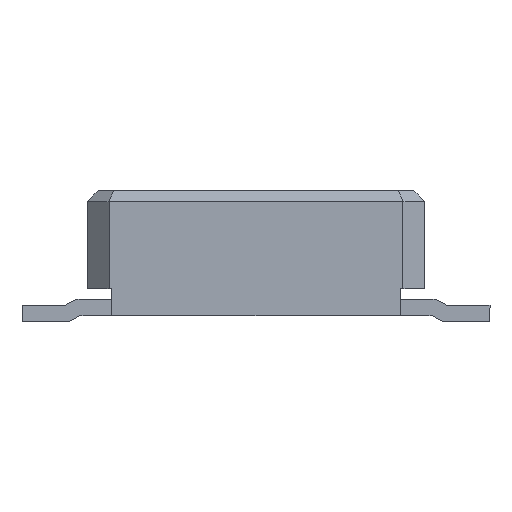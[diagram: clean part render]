
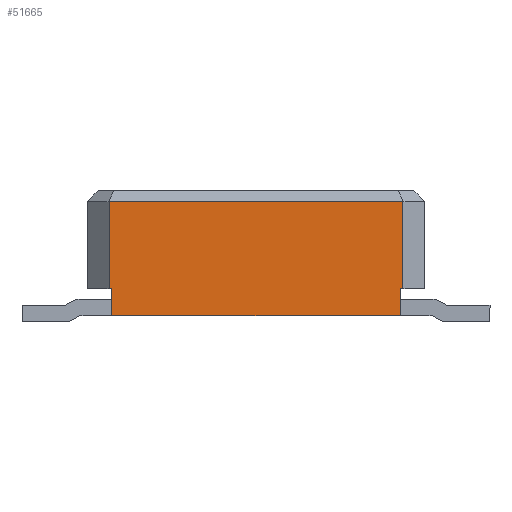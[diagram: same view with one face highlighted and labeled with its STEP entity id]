
A CAD part, front view. The second image highlights one B-rep face of the part: STEP entity #51665.
In plain terms, the highlighted face is planar.
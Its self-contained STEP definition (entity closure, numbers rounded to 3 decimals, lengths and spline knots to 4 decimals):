
#4572=ORIENTED_EDGE('',*,*,#14974,.T.);
#4573=ORIENTED_EDGE('',*,*,#14928,.T.);
#4574=ORIENTED_EDGE('',*,*,#14967,.T.);
#4575=ORIENTED_EDGE('',*,*,#15024,.T.);
#4576=ORIENTED_EDGE('',*,*,#15146,.T.);
#4577=ORIENTED_EDGE('',*,*,#15147,.T.);
#4578=ORIENTED_EDGE('',*,*,#15089,.T.);
#4579=ORIENTED_EDGE('',*,*,#15045,.T.);
#14928=EDGE_CURVE('',#20210,#20214,#23476,.T.);
#14967=EDGE_CURVE('',#20214,#20242,#23515,.T.);
#14974=EDGE_CURVE('',#20247,#20210,#23522,.T.);
#15024=EDGE_CURVE('',#20242,#20250,#23572,.T.);
#15045=EDGE_CURVE('',#20252,#20247,#23593,.T.);
#15089=EDGE_CURVE('',#20253,#20252,#23637,.T.);
#15146=EDGE_CURVE('',#20250,#20255,#23694,.T.);
#15147=EDGE_CURVE('',#20255,#20253,#23695,.T.);
#20210=VERTEX_POINT('',#71924);
#20214=VERTEX_POINT('',#71936);
#20242=VERTEX_POINT('',#72017);
#20247=VERTEX_POINT('',#72031);
#20250=VERTEX_POINT('',#72085);
#20252=VERTEX_POINT('',#72110);
#20253=VERTEX_POINT('',#72154);
#20255=VERTEX_POINT('',#72221);
#23476=LINE('',#71938,#28268);
#23515=LINE('',#72016,#28307);
#23522=LINE('',#72030,#28314);
#23572=LINE('',#72086,#28364);
#23593=LINE('',#72109,#28385);
#23637=LINE('',#72156,#28429);
#23694=LINE('',#72220,#28486);
#23695=LINE('',#72222,#28487);
#28268=VECTOR('',#60256,1000.);
#28307=VECTOR('',#60321,1000.);
#28314=VECTOR('',#60332,1000.);
#28364=VECTOR('',#60386,1000.);
#28385=VECTOR('',#60409,1000.);
#28429=VECTOR('',#60455,1000.);
#28486=VECTOR('',#60524,1000.);
#28487=VECTOR('',#60525,1000.);
#31572=EDGE_LOOP('',(#4572,#4573,#4574,#4575,#4576,#4577,#4578,#4579));
#33612=FACE_BOUND('',#31572,.T.);
#35651=PLANE('',#54311);
#51665=ADVANCED_FACE('',(#33612),#35651,.T.);
#54311=AXIS2_PLACEMENT_3D('',#72219,#60522,#60523);
#60256=DIRECTION('',(0.,-1.,0.));
#60321=DIRECTION('',(0.,0.,-1.));
#60332=DIRECTION('',(0.,0.,1.));
#60386=DIRECTION('',(0.,1.,0.));
#60409=DIRECTION('',(0.,1.,0.));
#60455=DIRECTION('',(0.,0.,1.));
#60522=DIRECTION('',(1.,0.,0.));
#60523=DIRECTION('',(0.,1.,0.));
#60524=DIRECTION('',(0.,0.,-1.));
#60525=DIRECTION('',(0.,1.,0.));
#71924=CARTESIAN_POINT('',(7.,1.35,0.475));
#71936=CARTESIAN_POINT('',(7.,-1.35,0.475));
#71938=CARTESIAN_POINT('',(7.,-1.35,0.475));
#72016=CARTESIAN_POINT('',(7.,-1.35,-0.325));
#72017=CARTESIAN_POINT('',(7.,-1.35,-0.325));
#72030=CARTESIAN_POINT('',(7.,1.35,0.575));
#72031=CARTESIAN_POINT('',(7.,1.35,-0.325));
#72085=CARTESIAN_POINT('',(7.,-1.325,-0.325));
#72086=CARTESIAN_POINT('',(7.,-1.55,-0.325));
#72109=CARTESIAN_POINT('',(7.,1.325,-0.325));
#72110=CARTESIAN_POINT('',(7.,1.325,-0.325));
#72154=CARTESIAN_POINT('',(7.,1.325,-0.575));
#72156=CARTESIAN_POINT('',(7.,1.325,-0.575));
#72219=CARTESIAN_POINT('',(7.,0.,0.));
#72220=CARTESIAN_POINT('',(7.,-1.325,-0.325));
#72221=CARTESIAN_POINT('',(7.,-1.325,-0.575));
#72222=CARTESIAN_POINT('',(7.,-1.55,-0.575));
